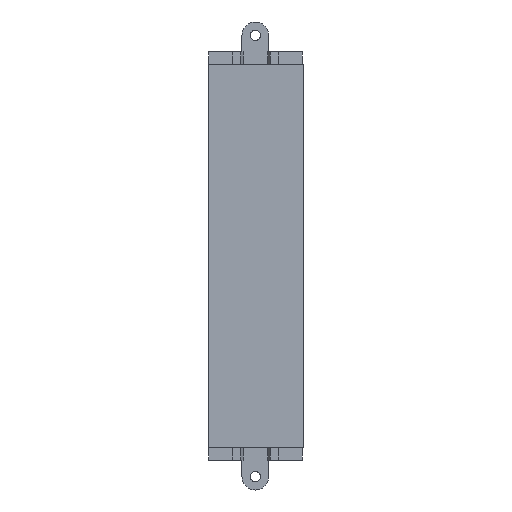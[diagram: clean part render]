
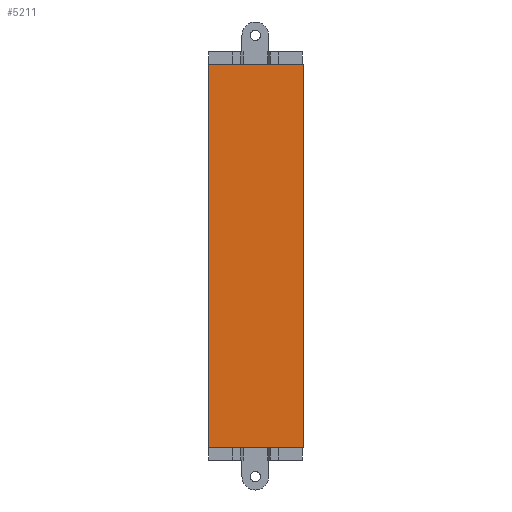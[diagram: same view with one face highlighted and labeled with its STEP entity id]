
A CAD part, left-side view. The second image highlights one B-rep face of the part: STEP entity #5211.
In plain terms, the highlighted planar face has unit normal (-1, 0, 0).
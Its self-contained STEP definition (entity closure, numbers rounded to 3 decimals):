
#375 = CARTESIAN_POINT ( 'NONE',  ( 0., 0., 0. ) ) ;
#3654 = EDGE_CURVE ( 'NONE', #11108, #11453, #14516, .T. ) ;
#3669 = EDGE_CURVE ( 'NONE', #11138, #10993, #14486, .T. ) ;
#3673 = EDGE_CURVE ( 'NONE', #10993, #11453, #14478, .T. ) ;
#3674 = EDGE_CURVE ( 'NONE', #11138, #11108, #14476, .T. ) ;
#5211 = ADVANCED_FACE ( 'NONE', ( #8840 ), #6677, .F. ) ;
#5388 = CARTESIAN_POINT ( 'NONE',  ( 0., 23., 93. ) ) ;
#5417 = CARTESIAN_POINT ( 'NONE',  ( 0., 0., 93. ) ) ;
#5532 = CARTESIAN_POINT ( 'NONE',  ( 0., 23., 0. ) ) ;
#6663 = CARTESIAN_POINT ( 'NONE',  ( 0., 0., 93. ) ) ;
#6665 = DIRECTION ( 'NONE',  ( 1., 0., 0. ) ) ;
#6666 = DIRECTION ( 'NONE',  ( 0., 0., -1. ) ) ;
#6677 = PLANE ( 'NONE',  #15459 ) ;
#8840 = FACE_OUTER_BOUND ( 'NONE', #15143, .T. ) ;
#10132 = ORIENTED_EDGE ( 'NONE', *, *, #3673, .T. ) ;
#10133 = ORIENTED_EDGE ( 'NONE', *, *, #3654, .F. ) ;
#10134 = ORIENTED_EDGE ( 'NONE', *, *, #3674, .F. ) ;
#10135 = ORIENTED_EDGE ( 'NONE', *, *, #3669, .T. ) ;
#10993 = VERTEX_POINT ( 'NONE', #5532 ) ;
#11108 = VERTEX_POINT ( 'NONE', #5417 ) ;
#11138 = VERTEX_POINT ( 'NONE', #5388 ) ;
#11453 = VERTEX_POINT ( 'NONE', #375 ) ;
#12236 = CARTESIAN_POINT ( 'NONE',  ( 0., 0., 93. ) ) ;
#12238 = CARTESIAN_POINT ( 'NONE',  ( 0., 0., 0. ) ) ;
#12240 = DIRECTION ( 'NONE',  ( 0., -1., 0. ) ) ;
#12241 = DIRECTION ( 'NONE',  ( 0., -1., 0. ) ) ;
#12470 = DIRECTION ( 'NONE',  ( 0., 0., -1. ) ) ;
#12471 = CARTESIAN_POINT ( 'NONE',  ( 0., 23., 93. ) ) ;
#12595 = CARTESIAN_POINT ( 'NONE',  ( 0., 0., 93. ) ) ;
#12596 = DIRECTION ( 'NONE',  ( 0., 0., -1. ) ) ;
#14475 = VECTOR ( 'NONE', #12241, 1000. ) ;
#14476 = LINE ( 'NONE', #12236, #14475 ) ;
#14477 = VECTOR ( 'NONE', #12240, 1000. ) ;
#14478 = LINE ( 'NONE', #12238, #14477 ) ;
#14485 = VECTOR ( 'NONE', #12470, 1000. ) ;
#14486 = LINE ( 'NONE', #12471, #14485 ) ;
#14515 = VECTOR ( 'NONE', #12596, 1000. ) ;
#14516 = LINE ( 'NONE', #12595, #14515 ) ;
#15143 = EDGE_LOOP ( 'NONE', ( #10132, #10133, #10134, #10135 ) ) ;
#15459 = AXIS2_PLACEMENT_3D ( 'NONE', #6663, #6665, #6666 ) ;
